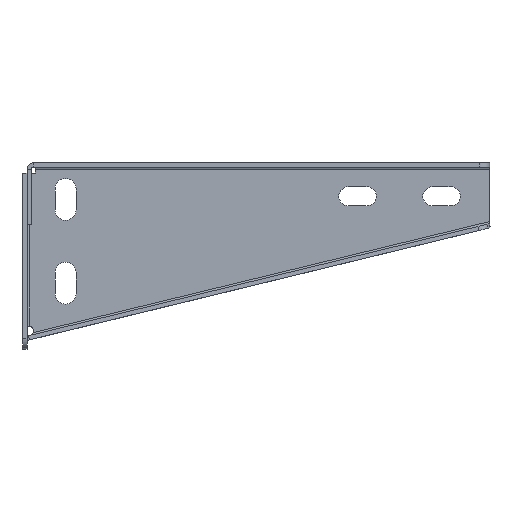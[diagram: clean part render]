
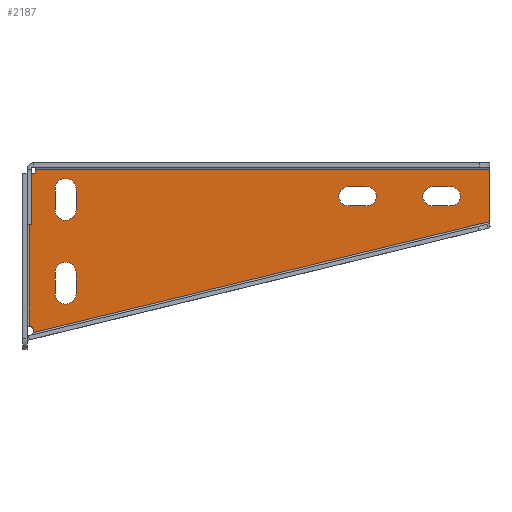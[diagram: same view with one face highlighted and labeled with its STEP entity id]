
A CAD part, top view. The second image highlights one B-rep face of the part: STEP entity #2187.
In plain terms, the highlighted planar face has unit normal (0, 0, 1).
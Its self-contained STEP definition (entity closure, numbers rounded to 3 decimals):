
#15=FACE_BOUND('',#362,.T.);
#16=FACE_BOUND('',#363,.T.);
#17=FACE_BOUND('',#364,.T.);
#18=FACE_BOUND('',#365,.T.);
#39=CIRCLE('',#2326,2.);
#40=CIRCLE('',#2327,4.5);
#41=CIRCLE('',#2328,4.5);
#42=CIRCLE('',#2329,4.5);
#43=CIRCLE('',#2330,4.5);
#44=CIRCLE('',#2331,5.);
#45=CIRCLE('',#2332,5.);
#46=CIRCLE('',#2333,5.);
#47=CIRCLE('',#2334,5.);
#121=PLANE('',#2325);
#241=FACE_OUTER_BOUND('',#361,.T.);
#361=EDGE_LOOP('',(#1543,#1544,#1545,#1546,#1547,#1548,#1549,#1550));
#362=EDGE_LOOP('',(#1551,#1552,#1553,#1554));
#363=EDGE_LOOP('',(#1555,#1556,#1557,#1558));
#364=EDGE_LOOP('',(#1559,#1560,#1561,#1562));
#365=EDGE_LOOP('',(#1563,#1564,#1565,#1566));
#511=LINE('',#3392,#749);
#513=LINE('',#3396,#751);
#514=LINE('',#3398,#752);
#515=LINE('',#3400,#753);
#516=LINE('',#3402,#754);
#517=LINE('',#3404,#755);
#518=LINE('',#3407,#756);
#519=LINE('',#3410,#757);
#520=LINE('',#3414,#758);
#521=LINE('',#3418,#759);
#522=LINE('',#3422,#760);
#523=LINE('',#3426,#761);
#524=LINE('',#3430,#762);
#525=LINE('',#3434,#763);
#526=LINE('',#3438,#764);
#749=VECTOR('',#2537,10.);
#751=VECTOR('',#2541,10.);
#752=VECTOR('',#2542,10.);
#753=VECTOR('',#2543,10.);
#754=VECTOR('',#2544,10.);
#755=VECTOR('',#2545,10.);
#756=VECTOR('',#2548,10.);
#757=VECTOR('',#2549,10.);
#758=VECTOR('',#2552,10.);
#759=VECTOR('',#2555,10.);
#760=VECTOR('',#2558,10.);
#761=VECTOR('',#2561,10.);
#762=VECTOR('',#2564,10.);
#763=VECTOR('',#2567,10.);
#764=VECTOR('',#2570,10.);
#989=VERTEX_POINT('',#3259);
#994=VERTEX_POINT('',#3372);
#997=VERTEX_POINT('',#3395);
#998=VERTEX_POINT('',#3397);
#999=VERTEX_POINT('',#3399);
#1000=VERTEX_POINT('',#3401);
#1001=VERTEX_POINT('',#3403);
#1002=VERTEX_POINT('',#3405);
#1003=VERTEX_POINT('',#3408);
#1004=VERTEX_POINT('',#3409);
#1005=VERTEX_POINT('',#3411);
#1006=VERTEX_POINT('',#3413);
#1007=VERTEX_POINT('',#3416);
#1008=VERTEX_POINT('',#3417);
#1009=VERTEX_POINT('',#3419);
#1010=VERTEX_POINT('',#3421);
#1011=VERTEX_POINT('',#3424);
#1012=VERTEX_POINT('',#3425);
#1013=VERTEX_POINT('',#3427);
#1014=VERTEX_POINT('',#3429);
#1015=VERTEX_POINT('',#3432);
#1016=VERTEX_POINT('',#3433);
#1017=VERTEX_POINT('',#3435);
#1018=VERTEX_POINT('',#3437);
#1209=EDGE_CURVE('',#989,#994,#511,.T.);
#1211=EDGE_CURVE('',#997,#994,#513,.T.);
#1212=EDGE_CURVE('',#997,#998,#514,.T.);
#1213=EDGE_CURVE('',#999,#998,#515,.T.);
#1214=EDGE_CURVE('',#1000,#999,#516,.T.);
#1215=EDGE_CURVE('',#1000,#1001,#517,.T.);
#1216=EDGE_CURVE('',#1002,#1001,#39,.T.);
#1217=EDGE_CURVE('',#989,#1002,#518,.T.);
#1218=EDGE_CURVE('',#1003,#1004,#519,.T.);
#1219=EDGE_CURVE('',#1004,#1005,#40,.T.);
#1220=EDGE_CURVE('',#1005,#1006,#520,.T.);
#1221=EDGE_CURVE('',#1006,#1003,#41,.T.);
#1222=EDGE_CURVE('',#1007,#1008,#521,.T.);
#1223=EDGE_CURVE('',#1008,#1009,#42,.T.);
#1224=EDGE_CURVE('',#1009,#1010,#522,.T.);
#1225=EDGE_CURVE('',#1010,#1007,#43,.T.);
#1226=EDGE_CURVE('',#1011,#1012,#523,.T.);
#1227=EDGE_CURVE('',#1012,#1013,#44,.T.);
#1228=EDGE_CURVE('',#1013,#1014,#524,.T.);
#1229=EDGE_CURVE('',#1014,#1011,#45,.T.);
#1230=EDGE_CURVE('',#1015,#1016,#525,.T.);
#1231=EDGE_CURVE('',#1016,#1017,#46,.T.);
#1232=EDGE_CURVE('',#1017,#1018,#526,.T.);
#1233=EDGE_CURVE('',#1018,#1015,#47,.T.);
#1543=ORIENTED_EDGE('',*,*,#1209,.T.);
#1544=ORIENTED_EDGE('',*,*,#1211,.F.);
#1545=ORIENTED_EDGE('',*,*,#1212,.T.);
#1546=ORIENTED_EDGE('',*,*,#1213,.F.);
#1547=ORIENTED_EDGE('',*,*,#1214,.F.);
#1548=ORIENTED_EDGE('',*,*,#1215,.T.);
#1549=ORIENTED_EDGE('',*,*,#1216,.F.);
#1550=ORIENTED_EDGE('',*,*,#1217,.F.);
#1551=ORIENTED_EDGE('',*,*,#1218,.T.);
#1552=ORIENTED_EDGE('',*,*,#1219,.T.);
#1553=ORIENTED_EDGE('',*,*,#1220,.T.);
#1554=ORIENTED_EDGE('',*,*,#1221,.T.);
#1555=ORIENTED_EDGE('',*,*,#1222,.T.);
#1556=ORIENTED_EDGE('',*,*,#1223,.T.);
#1557=ORIENTED_EDGE('',*,*,#1224,.T.);
#1558=ORIENTED_EDGE('',*,*,#1225,.T.);
#1559=ORIENTED_EDGE('',*,*,#1226,.T.);
#1560=ORIENTED_EDGE('',*,*,#1227,.T.);
#1561=ORIENTED_EDGE('',*,*,#1228,.T.);
#1562=ORIENTED_EDGE('',*,*,#1229,.T.);
#1563=ORIENTED_EDGE('',*,*,#1230,.T.);
#1564=ORIENTED_EDGE('',*,*,#1231,.T.);
#1565=ORIENTED_EDGE('',*,*,#1232,.T.);
#1566=ORIENTED_EDGE('',*,*,#1233,.T.);
#2187=ADVANCED_FACE('',(#241,#15,#16,#17,#18),#121,.T.);
#2325=AXIS2_PLACEMENT_3D('',#3394,#2539,#2540);
#2326=AXIS2_PLACEMENT_3D('',#3406,#2546,#2547);
#2327=AXIS2_PLACEMENT_3D('',#3412,#2550,#2551);
#2328=AXIS2_PLACEMENT_3D('',#3415,#2553,#2554);
#2329=AXIS2_PLACEMENT_3D('',#3420,#2556,#2557);
#2330=AXIS2_PLACEMENT_3D('',#3423,#2559,#2560);
#2331=AXIS2_PLACEMENT_3D('',#3428,#2562,#2563);
#2332=AXIS2_PLACEMENT_3D('',#3431,#2565,#2566);
#2333=AXIS2_PLACEMENT_3D('',#3436,#2568,#2569);
#2334=AXIS2_PLACEMENT_3D('',#3439,#2571,#2572);
#2537=DIRECTION('',(0.972,0.236,0.));
#2539=DIRECTION('center_axis',(0.,0.,1.));
#2540=DIRECTION('ref_axis',(1.,0.,0.));
#2541=DIRECTION('',(0.,-1.,0.));
#2542=DIRECTION('',(-1.,0.,0.));
#2543=DIRECTION('',(0.,1.,0.));
#2544=DIRECTION('',(1.,0.,0.));
#2545=DIRECTION('',(0.,-1.,0.));
#2546=DIRECTION('center_axis',(0.,0.,1.));
#2547=DIRECTION('ref_axis',(-1.,0.,0.));
#2548=DIRECTION('',(0.,1.,0.));
#2549=DIRECTION('',(-1.,0.,0.));
#2550=DIRECTION('center_axis',(0.,0.,-1.));
#2551=DIRECTION('ref_axis',(0.,1.,0.));
#2552=DIRECTION('',(1.,0.,0.));
#2553=DIRECTION('center_axis',(0.,0.,-1.));
#2554=DIRECTION('ref_axis',(0.,-1.,0.));
#2555=DIRECTION('',(-1.,0.,0.));
#2556=DIRECTION('center_axis',(0.,0.,-1.));
#2557=DIRECTION('ref_axis',(0.,1.,0.));
#2558=DIRECTION('',(1.,0.,0.));
#2559=DIRECTION('center_axis',(0.,0.,-1.));
#2560=DIRECTION('ref_axis',(0.,-1.,0.));
#2561=DIRECTION('',(0.,-1.,0.));
#2562=DIRECTION('center_axis',(0.,0.,-1.));
#2563=DIRECTION('ref_axis',(-1.,0.,0.));
#2564=DIRECTION('',(0.,1.,0.));
#2565=DIRECTION('center_axis',(0.,0.,-1.));
#2566=DIRECTION('ref_axis',(1.,0.,0.));
#2567=DIRECTION('',(0.,-1.,0.));
#2568=DIRECTION('center_axis',(0.,0.,-1.));
#2569=DIRECTION('ref_axis',(-1.,0.,0.));
#2570=DIRECTION('',(0.,1.,0.));
#2571=DIRECTION('center_axis',(0.,0.,-1.));
#2572=DIRECTION('ref_axis',(1.,0.,0.));
#3259=CARTESIAN_POINT('',(29.353,-105.126,2.));
#3372=CARTESIAN_POINT('',(247.353,-52.138,2.));
#3392=CARTESIAN_POINT('',(179.176,-68.709,2.));
#3394=CARTESIAN_POINT('Origin',(102.781,-51.466,2.));
#3395=CARTESIAN_POINT('',(247.353,-27.161,2.));
#3396=CARTESIAN_POINT('',(247.353,-59.016,2.));
#3397=CARTESIAN_POINT('',(30.353,-27.161,2.));
#3398=CARTESIAN_POINT('',(66.567,-27.161,2.));
#3399=CARTESIAN_POINT('',(30.353,-29.056,2.));
#3400=CARTESIAN_POINT('',(30.353,-24.056,2.));
#3401=CARTESIAN_POINT('',(27.458,-29.056,2.));
#3402=CARTESIAN_POINT('',(30.353,-29.056,2.));
#3403=CARTESIAN_POINT('',(27.458,-102.059,2.));
#3404=CARTESIAN_POINT('',(27.458,-76.763,2.));
#3405=CARTESIAN_POINT('',(29.353,-104.056,2.));
#3406=CARTESIAN_POINT('Origin',(27.353,-104.056,2.));
#3407=CARTESIAN_POINT('',(29.353,-104.056,2.));
#3408=CARTESIAN_POINT('',(188.805,-44.556,2.));
#3409=CARTESIAN_POINT('',(179.805,-44.556,2.));
#3410=CARTESIAN_POINT('',(145.793,-44.556,2.));
#3411=CARTESIAN_POINT('',(179.805,-35.556,2.));
#3412=CARTESIAN_POINT('Origin',(179.805,-40.056,2.));
#3413=CARTESIAN_POINT('',(188.805,-35.556,2.));
#3414=CARTESIAN_POINT('',(141.293,-35.556,2.));
#3415=CARTESIAN_POINT('Origin',(188.805,-40.056,2.));
#3416=CARTESIAN_POINT('',(228.959,-44.556,2.));
#3417=CARTESIAN_POINT('',(219.959,-44.556,2.));
#3418=CARTESIAN_POINT('',(165.87,-44.556,2.));
#3419=CARTESIAN_POINT('',(219.959,-35.556,2.));
#3420=CARTESIAN_POINT('Origin',(219.959,-40.056,2.));
#3421=CARTESIAN_POINT('',(228.959,-35.556,2.));
#3422=CARTESIAN_POINT('',(161.37,-35.556,2.));
#3423=CARTESIAN_POINT('Origin',(228.959,-40.056,2.));
#3424=CARTESIAN_POINT('',(49.853,-76.556,2.));
#3425=CARTESIAN_POINT('',(49.853,-86.556,2.));
#3426=CARTESIAN_POINT('',(49.853,-64.011,2.));
#3427=CARTESIAN_POINT('',(39.853,-86.556,2.));
#3428=CARTESIAN_POINT('Origin',(44.853,-86.556,2.));
#3429=CARTESIAN_POINT('',(39.853,-76.556,2.));
#3430=CARTESIAN_POINT('',(39.853,-69.011,2.));
#3431=CARTESIAN_POINT('Origin',(44.853,-76.556,2.));
#3432=CARTESIAN_POINT('',(49.853,-36.556,2.));
#3433=CARTESIAN_POINT('',(49.853,-46.556,2.));
#3434=CARTESIAN_POINT('',(49.853,-44.011,2.));
#3435=CARTESIAN_POINT('',(39.853,-46.556,2.));
#3436=CARTESIAN_POINT('Origin',(44.853,-46.556,2.));
#3437=CARTESIAN_POINT('',(39.853,-36.556,2.));
#3438=CARTESIAN_POINT('',(39.853,-49.011,2.));
#3439=CARTESIAN_POINT('Origin',(44.853,-36.556,2.));
